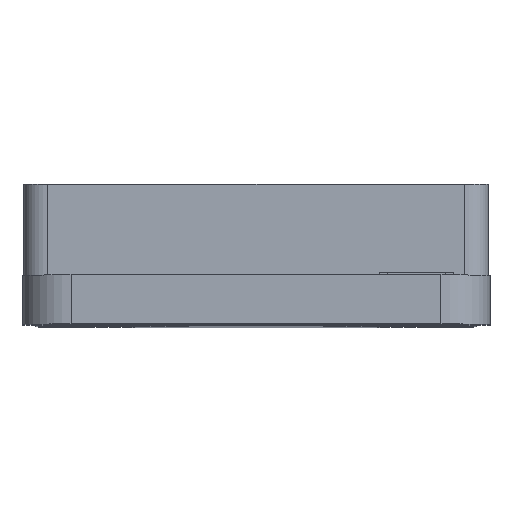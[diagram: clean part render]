
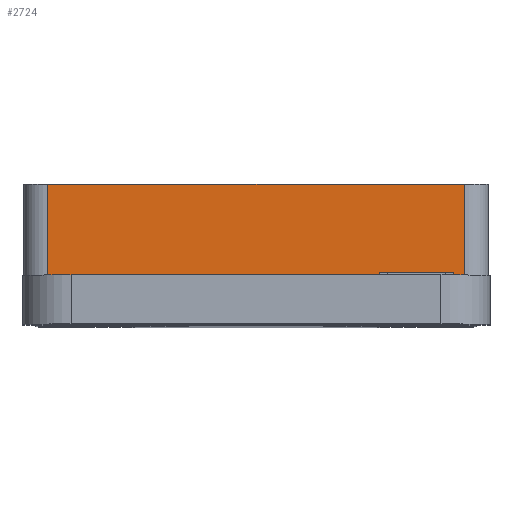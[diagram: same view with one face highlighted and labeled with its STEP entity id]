
A CAD part, top view. The second image highlights one B-rep face of the part: STEP entity #2724.
In plain terms, the highlighted planar face has unit normal (0, 0, 1).
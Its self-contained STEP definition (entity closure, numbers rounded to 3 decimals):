
#152=PLANE('',#2925);
#263=FACE_OUTER_BOUND('',#421,.T.);
#421=EDGE_LOOP('',(#2060,#2061,#2062,#2063,#2064,#2065,#2066,#2067));
#646=LINE('',#4236,#900);
#647=LINE('',#4238,#901);
#648=LINE('',#4240,#902);
#649=LINE('',#4242,#903);
#650=LINE('',#4244,#904);
#651=LINE('',#4246,#905);
#652=LINE('',#4248,#906);
#653=LINE('',#4249,#907);
#900=VECTOR('',#3353,10.);
#901=VECTOR('',#3354,10.);
#902=VECTOR('',#3355,10.);
#903=VECTOR('',#3356,10.);
#904=VECTOR('',#3357,10.);
#905=VECTOR('',#3358,10.);
#906=VECTOR('',#3359,10.);
#907=VECTOR('',#3360,10.);
#1230=VERTEX_POINT('',#4234);
#1231=VERTEX_POINT('',#4235);
#1232=VERTEX_POINT('',#4237);
#1233=VERTEX_POINT('',#4239);
#1234=VERTEX_POINT('',#4241);
#1235=VERTEX_POINT('',#4243);
#1236=VERTEX_POINT('',#4245);
#1237=VERTEX_POINT('',#4247);
#1533=EDGE_CURVE('',#1230,#1231,#646,.T.);
#1534=EDGE_CURVE('',#1232,#1230,#647,.T.);
#1535=EDGE_CURVE('',#1233,#1232,#648,.T.);
#1536=EDGE_CURVE('',#1234,#1233,#649,.F.);
#1537=EDGE_CURVE('',#1235,#1234,#650,.T.);
#1538=EDGE_CURVE('',#1236,#1235,#651,.T.);
#1539=EDGE_CURVE('',#1237,#1236,#652,.T.);
#1540=EDGE_CURVE('',#1231,#1237,#653,.T.);
#2060=ORIENTED_EDGE('',*,*,#1533,.F.);
#2061=ORIENTED_EDGE('',*,*,#1534,.F.);
#2062=ORIENTED_EDGE('',*,*,#1535,.F.);
#2063=ORIENTED_EDGE('',*,*,#1536,.F.);
#2064=ORIENTED_EDGE('',*,*,#1537,.F.);
#2065=ORIENTED_EDGE('',*,*,#1538,.F.);
#2066=ORIENTED_EDGE('',*,*,#1539,.F.);
#2067=ORIENTED_EDGE('',*,*,#1540,.F.);
#2724=ADVANCED_FACE('',(#263),#152,.T.);
#2925=AXIS2_PLACEMENT_3D('',#4233,#3351,#3352);
#3351=DIRECTION('center_axis',(0.,0.,1.));
#3352=DIRECTION('ref_axis',(-1.,0.,0.));
#3353=DIRECTION('',(0.,1.,0.));
#3354=DIRECTION('',(-1.,0.,0.));
#3355=DIRECTION('',(0.,-1.,0.));
#3356=DIRECTION('',(1.,0.,0.));
#3357=DIRECTION('',(0.,1.,0.));
#3358=DIRECTION('',(-1.,0.,0.));
#3359=DIRECTION('',(0.,-1.,0.));
#3360=DIRECTION('',(1.,0.,0.));
#4233=CARTESIAN_POINT('Origin',(-3.5,0.1,-39.85));
#4234=CARTESIAN_POINT('',(-8.5,-0.45,-39.85));
#4235=CARTESIAN_POINT('',(-8.5,4.6,-39.85));
#4236=CARTESIAN_POINT('',(-8.5,0.1,-39.85));
#4237=CARTESIAN_POINT('',(-4.5,-0.45,-39.85));
#4238=CARTESIAN_POINT('',(-1.75,-0.45,-39.85));
#4239=CARTESIAN_POINT('',(-4.5,0.15,-39.85));
#4240=CARTESIAN_POINT('',(-4.5,0.1,-39.85));
#4241=CARTESIAN_POINT('',(4.5,0.15,-39.85));
#4242=CARTESIAN_POINT('',(-1.75,0.15,-39.85));
#4243=CARTESIAN_POINT('',(4.5,-0.45,-39.85));
#4244=CARTESIAN_POINT('',(4.5,0.1,-39.85));
#4245=CARTESIAN_POINT('',(8.5,-0.45,-39.85));
#4246=CARTESIAN_POINT('',(-1.75,-0.45,-39.85));
#4247=CARTESIAN_POINT('',(8.5,4.6,-39.85));
#4248=CARTESIAN_POINT('',(8.5,0.1,-39.85));
#4249=CARTESIAN_POINT('',(-9.5,4.6,-39.85));
